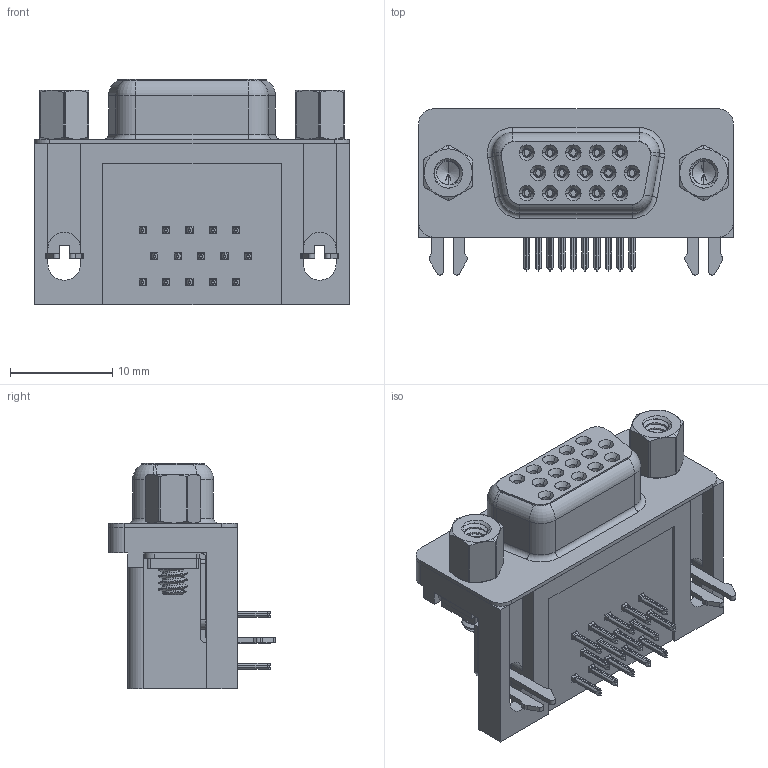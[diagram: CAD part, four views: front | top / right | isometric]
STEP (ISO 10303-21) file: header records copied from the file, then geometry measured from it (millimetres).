
FILE_DESCRIPTION (( 'STEP AP203' ), '1' );
FILE_NAME ('MHHDR-15FNS-B1.STEP', '2025-11-27T20:23:20', ( '' ), ( '' ), 'SwSTEP 2.0', 'SolidWorks 2023', '' );
FILE_SCHEMA (( 'CONFIG_CONTROL_DESIGN' ));
Length unit declared in the file: millimetre
Products named in the file (9): MHHDR Contact Bottom; MHHDR 4-40 Hex Standoff; MHHDR Shell; MHHDR-15FNS-B1; MHHDR 2 Prong Board Lock; MHHDR 4-40 Threaded Rivet; MHHDR Housing; MHHDR Contact Top; MHHDR Contact Middle
Assembly tree (23 placements, depth 2):
  MHHDR-15FNS-B1
    MHHDR Housing
    MHHDR Shell
    MHHDR Contact Bottom  x5
    MHHDR Contact Middle  x5
    MHHDR Contact Top  x5
    MHHDR 2 Prong Board Lock  x2
    MHHDR 4-40 Threaded Rivet  x2
    MHHDR 4-40 Hex Standoff  x2
Bounding box: 30.89 x 16.25 x 22.1 mm (x, y, z)
Volume: 4775.9 mm3; surface area: 7010.1 mm2
Topology: 23 solids, 23 shells, 2597 faces, 6858 edges, 4324 vertices
Faces by surface type: plane 1120, cylinder 691, bspline 538, cone 210, torus 38
Entity records: 37848 total; most frequent: CARTESIAN_POINT 15314, ORIENTED_EDGE 4706, DIRECTION 3945, EDGE_CURVE 2353, VERTEX_POINT 1500, LINE 1377, VECTOR 1377, AXIS2_PLACEMENT_3D 1284
